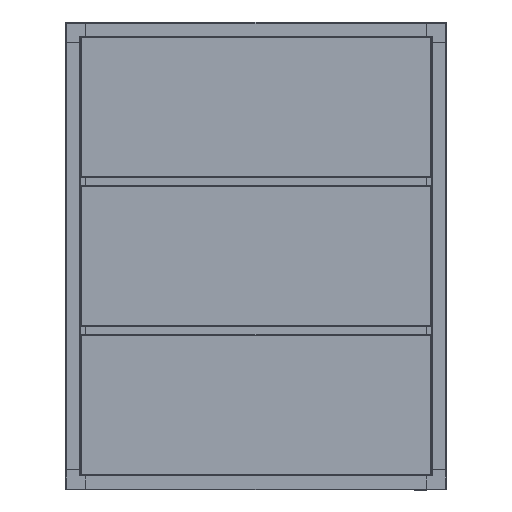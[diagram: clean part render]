
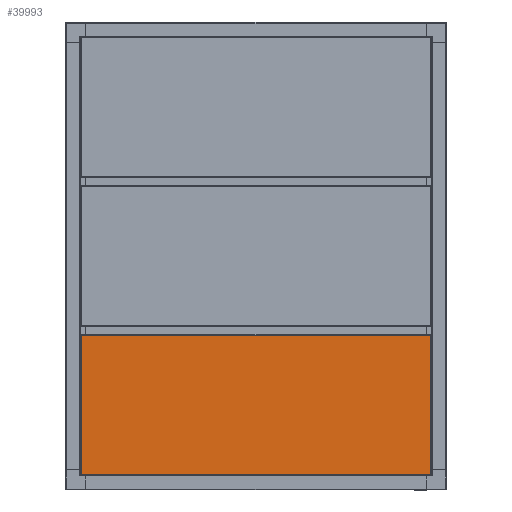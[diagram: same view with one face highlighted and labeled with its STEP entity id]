
A CAD part, left-side view. The second image highlights one B-rep face of the part: STEP entity #39993.
In plain terms, the highlighted planar face has unit normal (-1, 0, 0).
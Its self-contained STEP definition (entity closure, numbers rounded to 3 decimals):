
#366 = EDGE_LOOP ( 'NONE', ( #36257, #28127, #55941, #4857 ) ) ;
#1282 = EDGE_CURVE ( 'Defeature ausgef�hrt88_0+Defeature ausgef�hrt88_23+Defeature ausgef�hrt88_14+Defeature ausgef�hrt88_21', #57218, #57362, #21747, .T. ) ;
#4564 = CARTESIAN_POINT ( 'NONE',  ( -1696.781, -666.774, 1351.7 ) ) ;
#4857 = ORIENTED_EDGE ( 'NONE', *, *, #78370, .T. ) ;
#6922 = DIRECTION ( 'NONE',  ( 0., 1., 0. ) ) ;
#11173 = DIRECTION ( 'NONE',  ( 0., 0., -1. ) ) ;
#17927 = PLANE ( 'NONE',  #30479 ) ;
#21747 = LINE ( 'NONE', #67306, #68107 ) ;
#24702 = DIRECTION ( 'NONE',  ( -1., 0., 0. ) ) ;
#28127 = ORIENTED_EDGE ( 'NONE', *, *, #1282, .T. ) ;
#30479 = AXIS2_PLACEMENT_3D ( 'NONE', #36941, #24702, #11173 ) ;
#35577 = VERTEX_POINT ( 'NONE', #45734 ) ;
#36257 = ORIENTED_EDGE ( 'NONE', *, *, #72788, .T. ) ;
#36941 = CARTESIAN_POINT ( 'NONE',  ( -1696.781, 555.519, 1354.5 ) ) ;
#39993 = ADVANCED_FACE ( 'Defeature ausgef�hrt88_0', ( #69838 ), #17927, .T. ) ;
#41282 = DIRECTION ( 'NONE',  ( 0., 0., 1. ) ) ;
#44952 = CARTESIAN_POINT ( 'NONE',  ( -1696.781, 552.719, 868.3 ) ) ;
#45480 = EDGE_CURVE ( 'Defeature ausgef�hrt88_0+Defeature ausgef�hrt88_21+Defeature ausgef�hrt88_23+Defeature ausgef�hrt88_7', #57362, #54641, #67437, .T. ) ;
#45734 = CARTESIAN_POINT ( 'NONE',  ( -1696.781, 552.719, 1351.7 ) ) ;
#53968 = CARTESIAN_POINT ( 'NONE',  ( -1696.781, -665.681, 867.207 ) ) ;
#54078 = VECTOR ( 'NONE', #77154, 1000. ) ;
#54641 = VERTEX_POINT ( 'NONE', #78027 ) ;
#55941 = ORIENTED_EDGE ( 'NONE', *, *, #45480, .T. ) ;
#56911 = VECTOR ( 'NONE', #41282, 1000. ) ;
#57218 = VERTEX_POINT ( 'NONE', #44952 ) ;
#57362 = VERTEX_POINT ( 'NONE', #79946 ) ;
#58427 = LINE ( 'NONE', #4564, #81457 ) ;
#67306 = CARTESIAN_POINT ( 'NONE',  ( -1696.781, 553.811, 868.3 ) ) ;
#67437 = LINE ( 'NONE', #53968, #56911 ) ;
#68107 = VECTOR ( 'NONE', #73658, 1000. ) ;
#68355 = LINE ( 'NONE', #72089, #54078 ) ;
#69838 = FACE_OUTER_BOUND ( 'NONE', #366, .T. ) ;
#72089 = CARTESIAN_POINT ( 'NONE',  ( -1696.781, 552.719, 1352.793 ) ) ;
#72788 = EDGE_CURVE ( 'Defeature ausgef�hrt88_0+Defeature ausgef�hrt88_14+Defeature ausgef�hrt88_7+Defeature ausgef�hrt88_23', #35577, #57218, #68355, .T. ) ;
#73658 = DIRECTION ( 'NONE',  ( 0., -1., 0. ) ) ;
#77154 = DIRECTION ( 'NONE',  ( 0., 0., -1. ) ) ;
#78027 = CARTESIAN_POINT ( 'NONE',  ( -1696.781, -665.681, 1351.7 ) ) ;
#78370 = EDGE_CURVE ( 'Defeature ausgef�hrt88_0+Defeature ausgef�hrt88_7+Defeature ausgef�hrt88_21+Defeature ausgef�hrt88_14', #54641, #35577, #58427, .T. ) ;
#79946 = CARTESIAN_POINT ( 'NONE',  ( -1696.781, -665.681, 868.3 ) ) ;
#81457 = VECTOR ( 'NONE', #6922, 1000. ) ;
